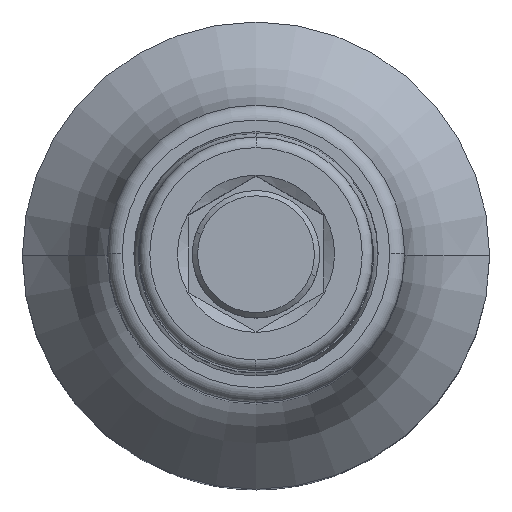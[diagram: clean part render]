
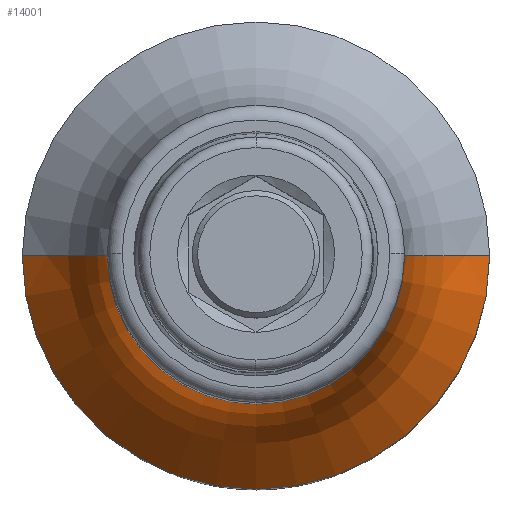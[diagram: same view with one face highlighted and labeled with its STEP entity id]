
A CAD part, top view. The second image highlights one B-rep face of the part: STEP entity #14001.
In plain terms, the highlighted toroidal (fillet/blend) face has major radius 17 mm and minor radius 10 mm.
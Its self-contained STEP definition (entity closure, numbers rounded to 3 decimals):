
#13475=CARTESIAN_POINT('',(0.,0.,18.7));
#13476=DIRECTION('',(0.,0.,1.));
#13477=DIRECTION('',(-1.,0.,0.));
#13478=AXIS2_PLACEMENT_3D('',#13475,#13476,#13477);
#13562=CARTESIAN_POINT('',(17.,0.,
26.7));
#13563=DIRECTION('',(0.,1.,0.));
#13564=DIRECTION('',(-0.6,0.,-0.8));
#13565=AXIS2_PLACEMENT_3D('',#13562,#13563,#13564);
#13570=CARTESIAN_POINT('',(-17.,0.,
26.7));
#13571=DIRECTION('',(0.,-1.,0.));
#13572=DIRECTION('',(0.6,0.,-0.8));
#13573=AXIS2_PLACEMENT_3D('',#13570,#13571,#13572);
#13586=CARTESIAN_POINT('',(0.,0.,26.7));
#13587=DIRECTION('',(0.,0.,1.));
#13588=DIRECTION('',(-1.,0.,0.));
#13589=AXIS2_PLACEMENT_3D('',#13586,#13587,#13588);
#13718=CARTESIAN_POINT('',(-11.,0.,18.7));
#13719=CARTESIAN_POINT('',(11.,0.,18.7));
#13720=VERTEX_POINT('',#13718);
#13721=VERTEX_POINT('',#13719);
#13722=CARTESIAN_POINT('',(-7.,0.,26.7));
#13723=CARTESIAN_POINT('',(7.,0.,26.7));
#13724=VERTEX_POINT('',#13722);
#13725=VERTEX_POINT('',#13723);
#13989=CARTESIAN_POINT('',(0.,0.,26.7));
#13990=DIRECTION('',(0.,0.,1.));
#13991=DIRECTION('',(-1.,0.,0.));
#13992=AXIS2_PLACEMENT_3D('',#13989,#13990,#13991);
#13993=TOROIDAL_SURFACE('',#13992,17.,10.);
#13994=ORIENTED_EDGE('',*,*,#13923,.F.);
#13995=ORIENTED_EDGE('',*,*,#13984,.T.);
#13997=ORIENTED_EDGE('',*,*,#13996,.T.);
#13998=ORIENTED_EDGE('',*,*,#13980,.F.);
#13999=EDGE_LOOP('',(#13994,#13995,#13997,#13998));
#14000=FACE_OUTER_BOUND('',#13999,.F.);
#14001=ADVANCED_FACE('',(#14000),#13993,.F.);
#13479=CIRCLE('',#13478,11.);
#13566=CIRCLE('',#13565,10.);
#13574=CIRCLE('',#13573,10.);
#13590=CIRCLE('',#13589,7.);
#13923=EDGE_CURVE('',#13720,#13721,#13479,.T.);
#13980=EDGE_CURVE('',#13721,#13725,#13566,.T.);
#13984=EDGE_CURVE('',#13720,#13724,#13574,.T.);
#13996=EDGE_CURVE('',#13724,#13725,#13590,.T.);
